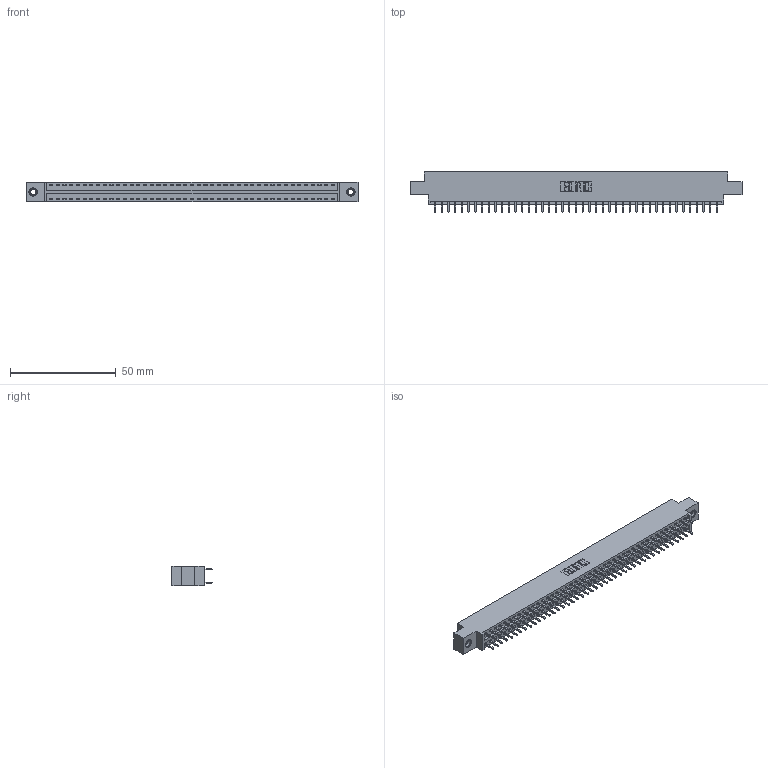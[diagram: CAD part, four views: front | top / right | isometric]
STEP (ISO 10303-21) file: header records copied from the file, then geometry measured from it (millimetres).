
FILE_DESCRIPTION (( 'STEP AP203' ), '1' );
FILE_NAME ('346-086-521-807.STEP', '2018-08-29T22:22:55', ( '' ), ( '' ), 'SwSTEP 2.0', 'SolidWorks 2016', '' );
FILE_SCHEMA (( 'CONFIG_CONTROL_DESIGN' ));
Length unit declared in the file: inch
Products named in the file (4): 346 Part_0.170 Offset - 0.156 Dia-TI; 345-292-001_345-293-121; 345-250-001_345-250-005-103; 346-086-521-807
Assembly tree (89 placements, depth 2):
  346-086-521-807
    346 Part_0.170 Offset - 0.156 Dia-TI
    345-292-001_345-293-121  x86
    345-250-001_345-250-005-103  x2
Bounding box: 157.1 x 19.05 x 9.4 mm (x, y, z)
Volume: 15123.6 mm3; surface area: 20781.2 mm2
Topology: 89 solids, 89 shells, 4658 faces, 13807 edges, 9082 vertices
Faces by surface type: plane 3122, cylinder 1520, cone 12, torus 4
Entity records: 29264 total; most frequent: CARTESIAN_POINT 4807, ORIENTED_EDGE 4734, DIRECTION 4313, EDGE_CURVE 2367, VECTOR 2043, LINE 2043, VERTEX_POINT 1572, AXIS2_PLACEMENT_3D 1135
